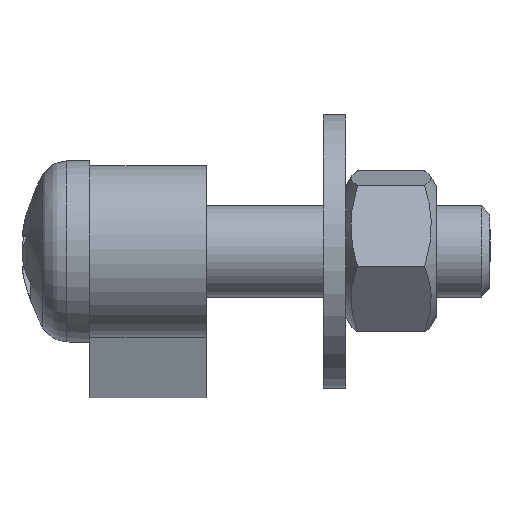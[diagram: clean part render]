
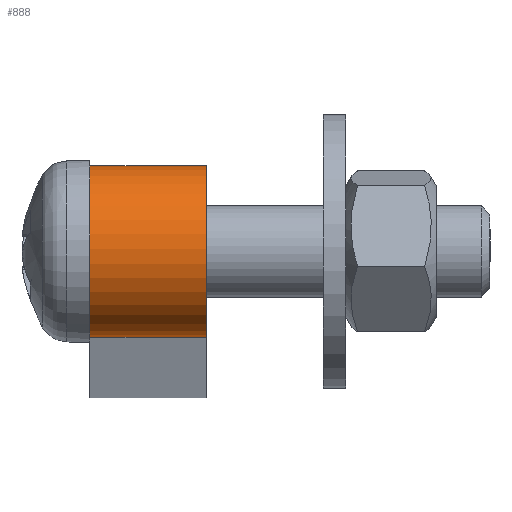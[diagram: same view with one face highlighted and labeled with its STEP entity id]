
A CAD part, front view. The second image highlights one B-rep face of the part: STEP entity #888.
In plain terms, the highlighted cylindrical face has radius 7.5 mm (diameter 15 mm), a partial arc.
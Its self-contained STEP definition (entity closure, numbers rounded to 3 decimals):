
#151=FACE_OUTER_BOUND('',#206,.T.);
#206=EDGE_LOOP('',(#627,#628,#629,#630));
#273=LINE('',#1431,#310);
#274=LINE('',#1437,#311);
#310=VECTOR('',#1164,10.);
#311=VECTOR('',#1171,10.);
#347=CIRCLE('',#1031,7.5);
#348=CIRCLE('',#1032,7.5);
#400=VERTEX_POINT('',#1427);
#401=VERTEX_POINT('',#1429);
#402=VERTEX_POINT('',#1433);
#403=VERTEX_POINT('',#1435);
#491=EDGE_CURVE('',#400,#401,#273,.T.);
#492=EDGE_CURVE('',#402,#400,#347,.T.);
#493=EDGE_CURVE('',#403,#401,#348,.T.);
#494=EDGE_CURVE('',#402,#403,#274,.T.);
#627=ORIENTED_EDGE('',*,*,#492,.T.);
#628=ORIENTED_EDGE('',*,*,#491,.T.);
#629=ORIENTED_EDGE('',*,*,#493,.F.);
#630=ORIENTED_EDGE('',*,*,#494,.F.);
#878=CYLINDRICAL_SURFACE('',#1030,7.5);
#888=ADVANCED_FACE('',(#151),#878,.T.);
#1030=AXIS2_PLACEMENT_3D('',#1432,#1165,#1166);
#1031=AXIS2_PLACEMENT_3D('',#1434,#1167,#1168);
#1032=AXIS2_PLACEMENT_3D('',#1436,#1169,#1170);
#1164=DIRECTION('',(0.,0.,1.));
#1165=DIRECTION('center_axis',(0.,0.,1.));
#1166=DIRECTION('ref_axis',(-1.,0.,0.));
#1167=DIRECTION('center_axis',(0.,0.,1.));
#1168=DIRECTION('ref_axis',(-1.,0.,0.));
#1169=DIRECTION('center_axis',(0.,0.,1.));
#1170=DIRECTION('ref_axis',(-1.,0.,0.));
#1171=DIRECTION('',(0.,0.,1.));
#1427=CARTESIAN_POINT('',(7.5,-180.,0.));
#1429=CARTESIAN_POINT('',(7.5,-180.,10.2));
#1431=CARTESIAN_POINT('',(7.5,-180.,0.));
#1432=CARTESIAN_POINT('Origin',(0.,-180.,0.));
#1433=CARTESIAN_POINT('',(-7.5,-180.,0.));
#1434=CARTESIAN_POINT('Origin',(0.,-180.,0.));
#1435=CARTESIAN_POINT('',(-7.5,-180.,10.2));
#1436=CARTESIAN_POINT('Origin',(0.,-180.,10.2));
#1437=CARTESIAN_POINT('',(-7.5,-180.,0.));
